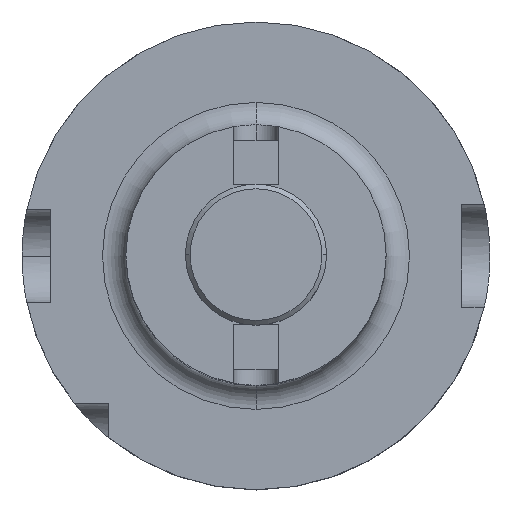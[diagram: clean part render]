
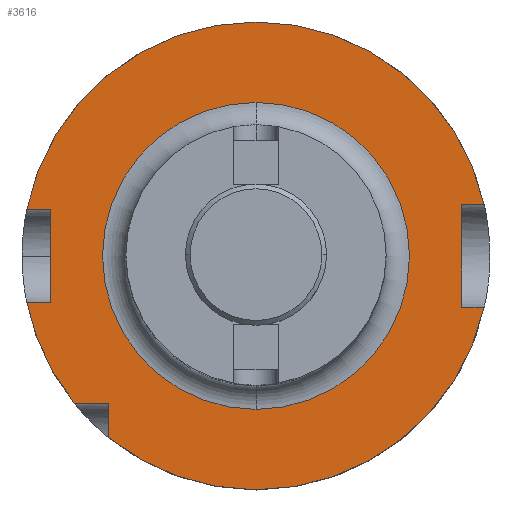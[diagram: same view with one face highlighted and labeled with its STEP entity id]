
A CAD part, top view. The second image highlights one B-rep face of the part: STEP entity #3616.
In plain terms, the highlighted planar face has unit normal (0, 0, 1).
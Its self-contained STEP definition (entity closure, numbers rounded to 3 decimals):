
#2 = VERTEX_POINT ( 'NONE', #2046 ) ;
#73 = DIRECTION ( 'NONE',  ( 0., 1., 0. ) ) ;
#84 = CARTESIAN_POINT ( 'NONE',  ( -38.83, -31.5, 29. ) ) ;
#111 = CIRCLE ( 'NONE', #1944, 50. ) ;
#128 = EDGE_CURVE ( 'NONE', #218, #3043, #2971, .T. ) ;
#142 = CARTESIAN_POINT ( 'NONE',  ( -31.5, -38.83, 29. ) ) ;
#154 = DIRECTION ( 'NONE',  ( 0., -1., 0. ) ) ;
#180 = EDGE_CURVE ( 'NONE', #2513, #1879, #111, .T. ) ;
#200 = DIRECTION ( 'NONE',  ( 1., 0., 0. ) ) ;
#218 = VERTEX_POINT ( 'NONE', #3213 ) ;
#247 = EDGE_CURVE ( 'NONE', #2434, #1222, #2669, .T. ) ;
#273 = ORIENTED_EDGE ( 'NONE', *, *, #841, .T. ) ;
#284 = EDGE_CURVE ( 'NONE', #1222, #2869, #1557, .T. ) ;
#437 = DIRECTION ( 'NONE',  ( 0., 1., 0. ) ) ;
#444 = LINE ( 'NONE', #1039, #2613 ) ;
#449 = ORIENTED_EDGE ( 'NONE', *, *, #2034, .F. ) ;
#455 = DIRECTION ( 'NONE',  ( 0., 1., 0. ) ) ;
#482 = ORIENTED_EDGE ( 'NONE', *, *, #2792, .T. ) ;
#498 = CARTESIAN_POINT ( 'NONE',  ( -31.5, 27.813, 29. ) ) ;
#500 = LINE ( 'NONE', #2703, #1137 ) ;
#551 = VERTEX_POINT ( 'NONE', #1571 ) ;
#572 = AXIS2_PLACEMENT_3D ( 'NONE', #787, #3272, #3562 ) ;
#612 = CARTESIAN_POINT ( 'NONE',  ( 0., 0., 29. ) ) ;
#636 = LINE ( 'NONE', #498, #2580 ) ;
#639 = DIRECTION ( 'NONE',  ( 0., -1., 0. ) ) ;
#640 = EDGE_CURVE ( 'NONE', #1879, #665, #636, .T. ) ;
#665 = VERTEX_POINT ( 'NONE', #2879 ) ;
#672 = CIRCLE ( 'NONE', #1425, 32.813 ) ;
#689 = CARTESIAN_POINT ( 'NONE',  ( 48.775, -11., 29. ) ) ;
#718 = ORIENTED_EDGE ( 'NONE', *, *, #640, .F. ) ;
#719 = CARTESIAN_POINT ( 'NONE',  ( 0., 50., 29. ) ) ;
#725 = CARTESIAN_POINT ( 'NONE',  ( 0., 10., 29. ) ) ;
#732 = CARTESIAN_POINT ( 'NONE',  ( 0., 0., 29. ) ) ;
#733 = AXIS2_PLACEMENT_3D ( 'NONE', #612, #2329, #73 ) ;
#765 = LINE ( 'NONE', #2070, #1034 ) ;
#782 = EDGE_CURVE ( 'NONE', #2516, #3043, #3455, .T. ) ;
#787 = CARTESIAN_POINT ( 'NONE',  ( 0., 0., 29. ) ) ;
#790 = PLANE ( 'NONE',  #1917 ) ;
#811 = DIRECTION ( 'NONE',  ( 0., 1., 0. ) ) ;
#841 = EDGE_CURVE ( 'NONE', #2976, #2869, #500, .T. ) ;
#980 = ORIENTED_EDGE ( 'NONE', *, *, #2636, .F. ) ;
#1034 = VECTOR ( 'NONE', #1509, 1000. ) ;
#1039 = CARTESIAN_POINT ( 'NONE',  ( 0., -11., 29. ) ) ;
#1054 = ORIENTED_EDGE ( 'NONE', *, *, #2194, .T. ) ;
#1083 = AXIS2_PLACEMENT_3D ( 'NONE', #1896, #2143, #3541 ) ;
#1137 = VECTOR ( 'NONE', #3642, 1000. ) ;
#1172 = VECTOR ( 'NONE', #1576, 1000. ) ;
#1196 = EDGE_CURVE ( 'NONE', #1537, #551, #3142, .T. ) ;
#1222 = VERTEX_POINT ( 'NONE', #1319 ) ;
#1319 = CARTESIAN_POINT ( 'NONE',  ( -48.99, -10., 29. ) ) ;
#1397 = CARTESIAN_POINT ( 'NONE',  ( -44., -10., 29. ) ) ;
#1425 = AXIS2_PLACEMENT_3D ( 'NONE', #1852, #1561, #154 ) ;
#1455 = AXIS2_PLACEMENT_3D ( 'NONE', #2719, #2397, #455 ) ;
#1467 = FACE_BOUND ( 'NONE', #3144, .T. ) ;
#1472 = LINE ( 'NONE', #1526, #3446 ) ;
#1490 = EDGE_CURVE ( 'NONE', #218, #2, #1472, .T. ) ;
#1509 = DIRECTION ( 'NONE',  ( -1., 0., 0. ) ) ;
#1523 = CARTESIAN_POINT ( 'NONE',  ( 48.775, 11., 29. ) ) ;
#1526 = CARTESIAN_POINT ( 'NONE',  ( 44., -11., 29. ) ) ;
#1537 = VERTEX_POINT ( 'NONE', #2993 ) ;
#1542 = EDGE_CURVE ( 'NONE', #2976, #1777, #1726, .T. ) ;
#1557 = LINE ( 'NONE', #3610, #2938 ) ;
#1561 = DIRECTION ( 'NONE',  ( 0., 0., -1. ) ) ;
#1571 = CARTESIAN_POINT ( 'NONE',  ( 0., 32.813, 29. ) ) ;
#1576 = DIRECTION ( 'NONE',  ( -1., 0., 0. ) ) ;
#1726 = LINE ( 'NONE', #725, #1172 ) ;
#1777 = VERTEX_POINT ( 'NONE', #3422 ) ;
#1852 = CARTESIAN_POINT ( 'NONE',  ( 0., 0., 29. ) ) ;
#1879 = VERTEX_POINT ( 'NONE', #142 ) ;
#1896 = CARTESIAN_POINT ( 'NONE',  ( 0., 0., 29. ) ) ;
#1917 = AXIS2_PLACEMENT_3D ( 'NONE', #2744, #2778, #3055 ) ;
#1944 = AXIS2_PLACEMENT_3D ( 'NONE', #732, #2104, #437 ) ;
#2023 = ORIENTED_EDGE ( 'NONE', *, *, #1542, .F. ) ;
#2034 = EDGE_CURVE ( 'NONE', #665, #2434, #765, .T. ) ;
#2046 = CARTESIAN_POINT ( 'NONE',  ( 44., -11., 29. ) ) ;
#2070 = CARTESIAN_POINT ( 'NONE',  ( 0., -31.5, 29. ) ) ;
#2104 = DIRECTION ( 'NONE',  ( 0., 0., -1. ) ) ;
#2143 = DIRECTION ( 'NONE',  ( 0., 0., -1. ) ) ;
#2156 = DIRECTION ( 'NONE',  ( -1., 0., 0. ) ) ;
#2194 = EDGE_CURVE ( 'NONE', #2513, #2, #444, .T. ) ;
#2218 = VECTOR ( 'NONE', #2418, 1000. ) ;
#2293 = CARTESIAN_POINT ( 'NONE',  ( -44., 10., 29. ) ) ;
#2329 = DIRECTION ( 'NONE',  ( 0., 0., -1. ) ) ;
#2397 = DIRECTION ( 'NONE',  ( 0., 0., -1. ) ) ;
#2418 = DIRECTION ( 'NONE',  ( 1., 0., 0. ) ) ;
#2434 = VERTEX_POINT ( 'NONE', #84 ) ;
#2472 = ORIENTED_EDGE ( 'NONE', *, *, #782, .F. ) ;
#2513 = VERTEX_POINT ( 'NONE', #689 ) ;
#2516 = VERTEX_POINT ( 'NONE', #719 ) ;
#2536 = ORIENTED_EDGE ( 'NONE', *, *, #1490, .F. ) ;
#2580 = VECTOR ( 'NONE', #811, 1000. ) ;
#2613 = VECTOR ( 'NONE', #2156, 1000. ) ;
#2627 = CARTESIAN_POINT ( 'NONE',  ( 0., 11., 29. ) ) ;
#2636 = EDGE_CURVE ( 'NONE', #1777, #2516, #3583, .T. ) ;
#2669 = CIRCLE ( 'NONE', #1455, 50. ) ;
#2703 = CARTESIAN_POINT ( 'NONE',  ( -44., -10., 29. ) ) ;
#2719 = CARTESIAN_POINT ( 'NONE',  ( 0., 0., 29. ) ) ;
#2744 = CARTESIAN_POINT ( 'NONE',  ( 0., 27.813, 29. ) ) ;
#2746 = ORIENTED_EDGE ( 'NONE', *, *, #247, .F. ) ;
#2777 = ORIENTED_EDGE ( 'NONE', *, *, #1196, .T. ) ;
#2778 = DIRECTION ( 'NONE',  ( 0., 0., 1. ) ) ;
#2792 = EDGE_CURVE ( 'NONE', #551, #1537, #672, .T. ) ;
#2869 = VERTEX_POINT ( 'NONE', #1397 ) ;
#2879 = CARTESIAN_POINT ( 'NONE',  ( -31.5, -31.5, 29. ) ) ;
#2913 = ORIENTED_EDGE ( 'NONE', *, *, #180, .F. ) ;
#2938 = VECTOR ( 'NONE', #200, 1000. ) ;
#2971 = LINE ( 'NONE', #2627, #2218 ) ;
#2976 = VERTEX_POINT ( 'NONE', #2293 ) ;
#2993 = CARTESIAN_POINT ( 'NONE',  ( 0., -32.813, 29. ) ) ;
#3043 = VERTEX_POINT ( 'NONE', #1523 ) ;
#3055 = DIRECTION ( 'NONE',  ( 0., -1., 0. ) ) ;
#3142 = CIRCLE ( 'NONE', #572, 32.813 ) ;
#3144 = EDGE_LOOP ( 'NONE', ( #2777, #482 ) ) ;
#3213 = CARTESIAN_POINT ( 'NONE',  ( 44., 11., 29. ) ) ;
#3272 = DIRECTION ( 'NONE',  ( 0., 0., -1. ) ) ;
#3308 = EDGE_LOOP ( 'NONE', ( #449, #718, #2913, #1054, #2536, #3331, #2472, #980, #2023, #273, #3550, #2746 ) ) ;
#3331 = ORIENTED_EDGE ( 'NONE', *, *, #128, .T. ) ;
#3422 = CARTESIAN_POINT ( 'NONE',  ( -48.99, 10., 29. ) ) ;
#3438 = FACE_OUTER_BOUND ( 'NONE', #3308, .T. ) ;
#3446 = VECTOR ( 'NONE', #639, 1000. ) ;
#3455 = CIRCLE ( 'NONE', #1083, 50. ) ;
#3541 = DIRECTION ( 'NONE',  ( 0., 1., 0. ) ) ;
#3550 = ORIENTED_EDGE ( 'NONE', *, *, #284, .F. ) ;
#3562 = DIRECTION ( 'NONE',  ( 0., -1., 0. ) ) ;
#3583 = CIRCLE ( 'NONE', #733, 50. ) ;
#3610 = CARTESIAN_POINT ( 'NONE',  ( 0., -10., 29. ) ) ;
#3616 = ADVANCED_FACE ( 'NONE', ( #1467, #3438 ), #790, .T. ) ;
#3642 = DIRECTION ( 'NONE',  ( 0., -1., 0. ) ) ;
